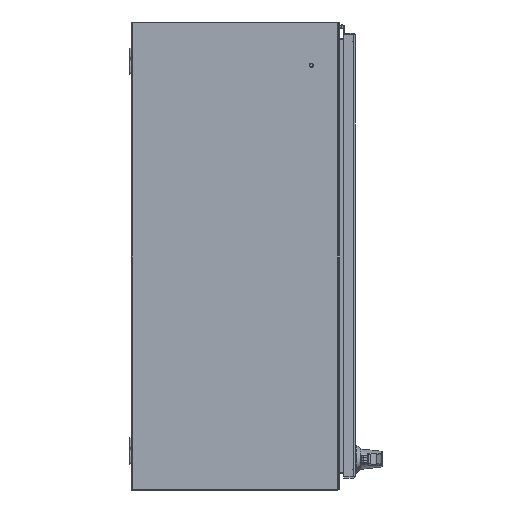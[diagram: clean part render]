
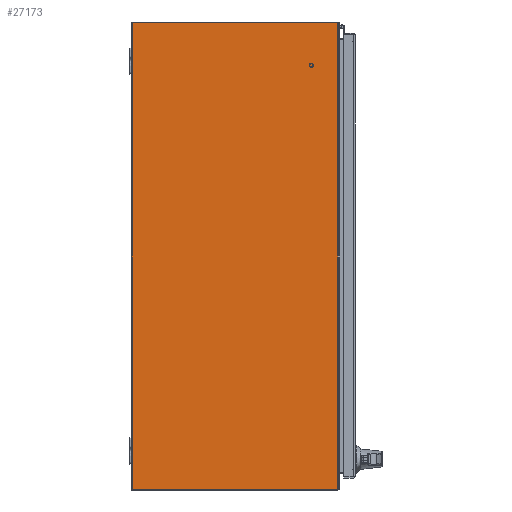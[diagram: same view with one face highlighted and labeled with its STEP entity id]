
A CAD part, front view. The second image highlights one B-rep face of the part: STEP entity #27173.
In plain terms, the highlighted face is planar.
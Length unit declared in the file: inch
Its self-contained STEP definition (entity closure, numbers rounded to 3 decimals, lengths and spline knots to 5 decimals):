
#154 = FACE_OUTER_BOUND ( 'NONE', #27118, .T. ) ;
#2480 = CARTESIAN_POINT ( 'NONE',  ( 17.928, -15.892, -24. ) ) ;
#3178 = VERTEX_POINT ( 'NONE', #52788 ) ;
#3849 = LINE ( 'NONE', #65973, #12089 ) ;
#5047 = DIRECTION ( 'NONE',  ( 0., -1., 0. ) ) ;
#8612 = DIRECTION ( 'NONE',  ( 0., 1., 0. ) ) ;
#12089 = VECTOR ( 'NONE', #66721, 39.37008 ) ;
#12608 = VECTOR ( 'NONE', #5047, 39.37008 ) ;
#14721 = VERTEX_POINT ( 'NONE', #2480 ) ;
#16029 = VECTOR ( 'NONE', #8612, 39.37008 ) ;
#18125 = LINE ( 'NONE', #57511, #12608 ) ;
#27118 = EDGE_LOOP ( 'NONE', ( #83519, #67171, #76278, #73723 ) ) ;
#27173 = ADVANCED_FACE ( 'NONE', ( #154 ), #74611, .F. ) ;
#29886 = DIRECTION ( 'NONE',  ( 0., 0., 1. ) ) ;
#36608 = VECTOR ( 'NONE', #110721, 39.37008 ) ;
#39339 = LINE ( 'NONE', #84721, #36608 ) ;
#47118 = DIRECTION ( 'NONE',  ( 0., -1., 0. ) ) ;
#51593 = CARTESIAN_POINT ( 'NONE',  ( 17.928, -0.108, -24. ) ) ;
#52788 = CARTESIAN_POINT ( 'NONE',  ( -17.928, -0.108, -24. ) ) ;
#53559 = EDGE_CURVE ( 'NONE', #69339, #14721, #18125, .T. ) ;
#57511 = CARTESIAN_POINT ( 'NONE',  ( 17.928, -0.072, -24. ) ) ;
#65475 = CARTESIAN_POINT ( 'NONE',  ( -17.928, 0., -24. ) ) ;
#65973 = CARTESIAN_POINT ( 'NONE',  ( -17.928, -15.892, -24. ) ) ;
#66721 = DIRECTION ( 'NONE',  ( 1., 0., 0. ) ) ;
#67171 = ORIENTED_EDGE ( 'NONE', *, *, #76084, .T. ) ;
#68583 = CARTESIAN_POINT ( 'NONE',  ( -17.928, -15.892, -24. ) ) ;
#69339 = VERTEX_POINT ( 'NONE', #51593 ) ;
#73723 = ORIENTED_EDGE ( 'NONE', *, *, #53559, .T. ) ;
#74611 = PLANE ( 'NONE',  #93279 ) ;
#76084 = EDGE_CURVE ( 'NONE', #87510, #3178, #91395, .T. ) ;
#76278 = ORIENTED_EDGE ( 'NONE', *, *, #100622, .F. ) ;
#83519 = ORIENTED_EDGE ( 'NONE', *, *, #97734, .F. ) ;
#84721 = CARTESIAN_POINT ( 'NONE',  ( 17.928, -0.108, -24. ) ) ;
#87510 = VERTEX_POINT ( 'NONE', #68583 ) ;
#91395 = LINE ( 'NONE', #94811, #16029 ) ;
#93279 = AXIS2_PLACEMENT_3D ( 'NONE', #65475, #29886, #47118 ) ;
#94811 = CARTESIAN_POINT ( 'NONE',  ( -17.928, -0.072, -24. ) ) ;
#97734 = EDGE_CURVE ( 'NONE', #87510, #14721, #3849, .T. ) ;
#100622 = EDGE_CURVE ( 'NONE', #69339, #3178, #39339, .T. ) ;
#110721 = DIRECTION ( 'NONE',  ( -1., 0., 0. ) ) ;
